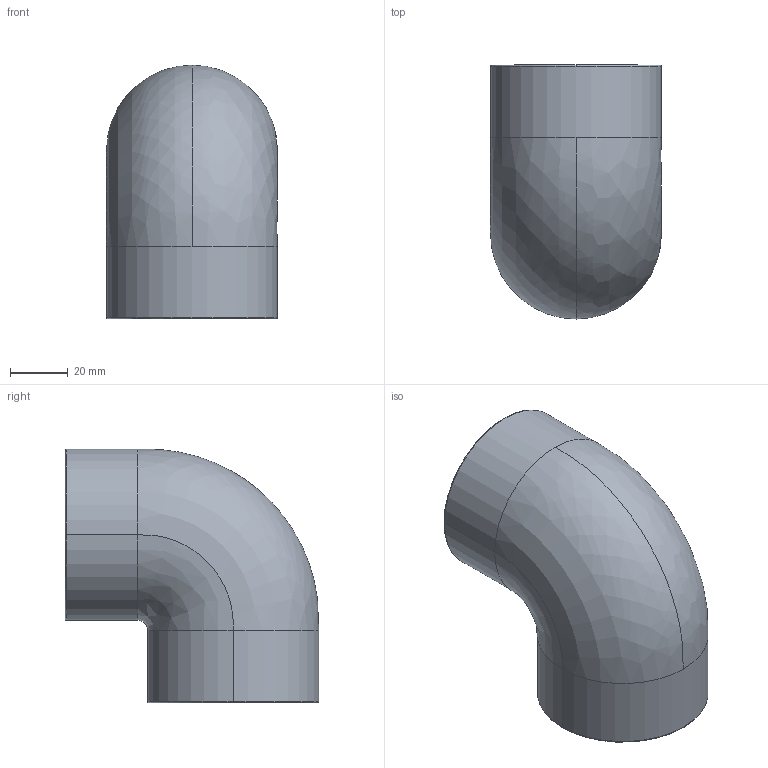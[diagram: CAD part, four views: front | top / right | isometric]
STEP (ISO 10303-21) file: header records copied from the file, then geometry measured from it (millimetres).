
FILE_DESCRIPTION(('STEP AP214'),'1');
FILE_NAME('gic050.stp','2018-01-19T11:03:59',('TraceParts'),('TraceParts S.A.'),'Spatial InterOp 3D',' ',' ');
FILE_SCHEMA(('automotive_design'));
Length unit declared in the file: millimetre
Products named in the file (1): gic050
Bounding box: 59 x 87.5 x 87.5 mm (x, y, z)
Volume: 84663.1 mm3; surface area: 36737.7 mm2
Topology: 1 solids, 1 shells, 25 faces, 65 edges, 42 vertices
Faces by surface type: cylinder 8, bspline 7, plane 6, torus 4
Entity records: 2406 total; most frequent: CARTESIAN_POINT 1585, ORIENTED_EDGE 130, DIRECTION 122, EDGE_CURVE 65, AXIS2_PLACEMENT_3D 57, VERTEX_POINT 42, CIRCLE 38, EDGE_LOOP 27
